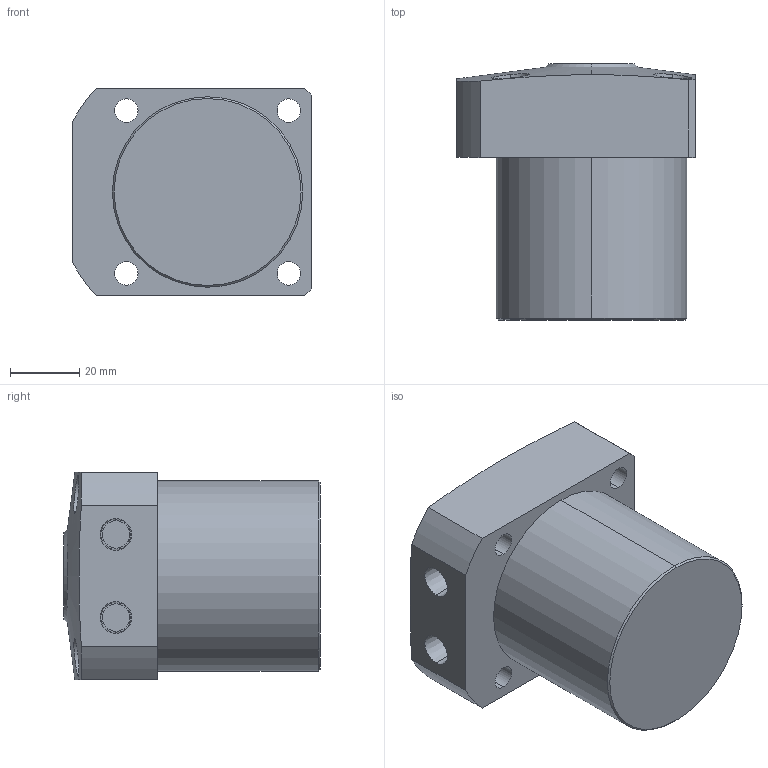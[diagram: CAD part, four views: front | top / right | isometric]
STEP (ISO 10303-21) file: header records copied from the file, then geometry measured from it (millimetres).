
FILE_DESCRIPTION (( 'STEP AP203' ), '1' );
FILE_NAME ('FP-0550S.STEP', '2019-09-24T03:30:05', ( '微软用户' ), ( '微软中国' ), 'SwSTEP 2.0', 'SolidWorks 2012', '' );
FILE_SCHEMA (( 'CONFIG_CONTROL_DESIGN' ));
Length unit declared in the file: millimetre
Products named in the file (1): FP-0550S
Bounding box: 69 x 74 x 60 mm (x, y, z)
Volume: 204747.8 mm3; surface area: 24737.4 mm2
Topology: 1 solids, 1 shells, 56 faces, 126 edges, 82 vertices
Faces by surface type: cylinder 26, plane 18, cone 12
Entity records: 2011 total; most frequent: CARTESIAN_POINT 633, DIRECTION 284, ORIENTED_EDGE 252, EDGE_CURVE 126, AXIS2_PLACEMENT_3D 117, VERTEX_POINT 82, EDGE_LOOP 74, CIRCLE 60
